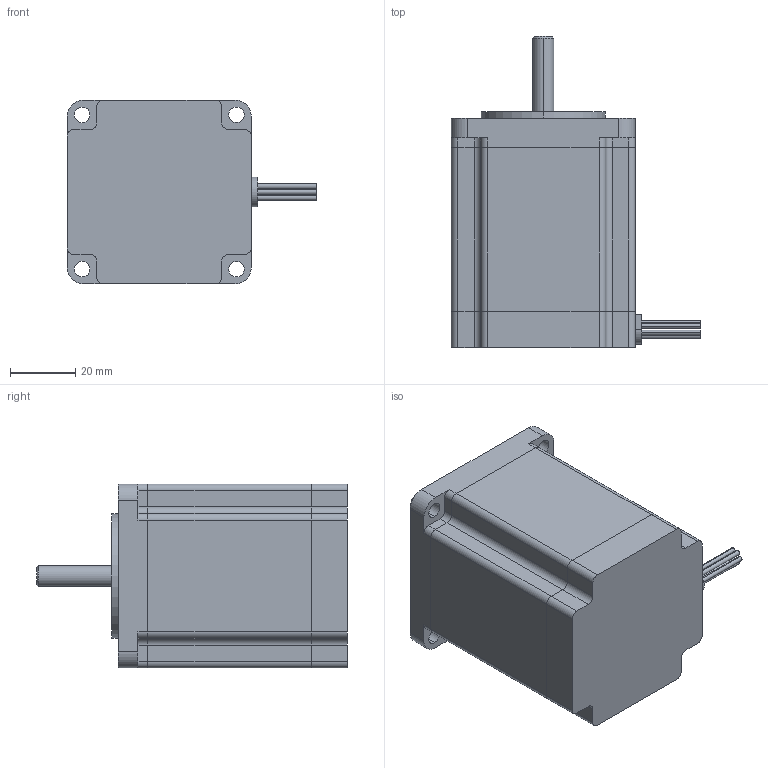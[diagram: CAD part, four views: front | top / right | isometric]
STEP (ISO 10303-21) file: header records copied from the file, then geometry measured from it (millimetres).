
FILE_DESCRIPTION (( 'STEP AP203' ), '1' );
FILE_NAME ('NEMA 23.STEP', '2022-05-13T20:59:04', ( '' ), ( '' ), 'SwSTEP 2.0', 'SolidWorks 2016', '' );
FILE_SCHEMA (( 'CONFIG_CONTROL_DESIGN' ));
Length unit declared in the file: millimetre
Products named in the file (1): NEMA 23
Bounding box: 76.2 x 95 x 56.2 mm (x, y, z)
Volume: 202277.1 mm3; surface area: 34817.5 mm2
Topology: 11 solids, 11 shells, 144 faces, 352 edges, 234 vertices
Faces by surface type: cylinder 73, plane 69, cone 2
Entity records: 4365 total; most frequent: DIRECTION 790, CARTESIAN_POINT 731, ORIENTED_EDGE 704, EDGE_CURVE 352, AXIS2_PLACEMENT_3D 293, VERTEX_POINT 234, VECTOR 204, LINE 204
